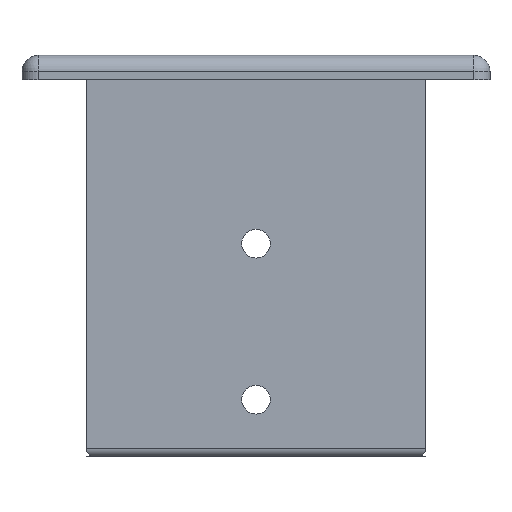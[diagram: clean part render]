
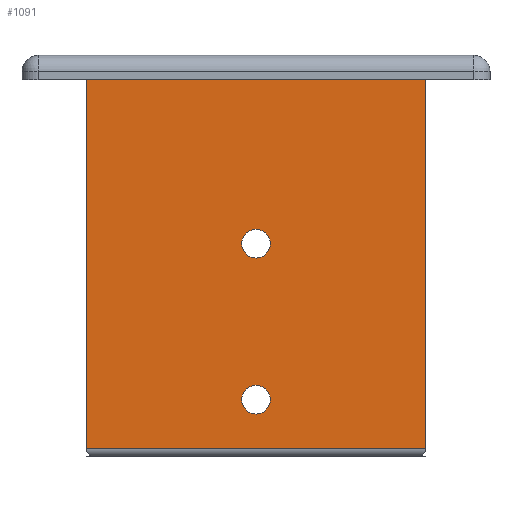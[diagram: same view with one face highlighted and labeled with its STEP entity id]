
A CAD part, left-side view. The second image highlights one B-rep face of the part: STEP entity #1091.
In plain terms, the highlighted planar face has unit normal (-1, 0, 0).
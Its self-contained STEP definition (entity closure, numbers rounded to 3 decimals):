
#697 = VERTEX_POINT('',#698);
#698 = CARTESIAN_POINT('',(-10.2,1.75,-39.05));
#704 = EDGE_CURVE('',#697,#697,#705,.T.);
#705 = CIRCLE('',#706,1.75);
#706 = AXIS2_PLACEMENT_3D('',#707,#708,#709);
#707 = CARTESIAN_POINT('',(-10.2,0.,-39.05));
#708 = DIRECTION('',(1.,0.,0.));
#709 = DIRECTION('',(0.,1.,0.));
#722 = VERTEX_POINT('',#723);
#723 = CARTESIAN_POINT('',(-10.2,1.75,-20.));
#729 = EDGE_CURVE('',#722,#722,#730,.T.);
#730 = CIRCLE('',#731,1.75);
#731 = AXIS2_PLACEMENT_3D('',#732,#733,#734);
#732 = CARTESIAN_POINT('',(-10.2,0.,-20.));
#733 = DIRECTION('',(1.,0.,0.));
#734 = DIRECTION('',(0.,1.,0.));
#1091 = ADVANCED_FACE('',(#1092,#1126,#1129),#1132,.F.);
#1092 = FACE_BOUND('',#1093,.F.);
#1093 = EDGE_LOOP('',(#1094,#1104,#1112,#1120));
#1094 = ORIENTED_EDGE('',*,*,#1095,.F.);
#1095 = EDGE_CURVE('',#1096,#1098,#1100,.T.);
#1096 = VERTEX_POINT('',#1097);
#1097 = CARTESIAN_POINT('',(-10.2,20.75,0.));
#1098 = VERTEX_POINT('',#1099);
#1099 = CARTESIAN_POINT('',(-10.2,20.75,-45.));
#1100 = LINE('',#1101,#1102);
#1101 = CARTESIAN_POINT('',(-10.2,20.75,3.));
#1102 = VECTOR('',#1103,1.);
#1103 = DIRECTION('',(-0.,-0.,-1.));
#1104 = ORIENTED_EDGE('',*,*,#1105,.T.);
#1105 = EDGE_CURVE('',#1096,#1106,#1108,.T.);
#1106 = VERTEX_POINT('',#1107);
#1107 = CARTESIAN_POINT('',(-10.2,-20.75,0.));
#1108 = LINE('',#1109,#1110);
#1109 = CARTESIAN_POINT('',(-10.2,-10.375,0.));
#1110 = VECTOR('',#1111,1.);
#1111 = DIRECTION('',(0.,-1.,0.));
#1112 = ORIENTED_EDGE('',*,*,#1113,.T.);
#1113 = EDGE_CURVE('',#1106,#1114,#1116,.T.);
#1114 = VERTEX_POINT('',#1115);
#1115 = CARTESIAN_POINT('',(-10.2,-20.75,-45.));
#1116 = LINE('',#1117,#1118);
#1117 = CARTESIAN_POINT('',(-10.2,-20.75,3.));
#1118 = VECTOR('',#1119,1.);
#1119 = DIRECTION('',(-0.,-0.,-1.));
#1120 = ORIENTED_EDGE('',*,*,#1121,.T.);
#1121 = EDGE_CURVE('',#1114,#1098,#1122,.T.);
#1122 = LINE('',#1123,#1124);
#1123 = CARTESIAN_POINT('',(-10.2,-20.75,-45.));
#1124 = VECTOR('',#1125,1.);
#1125 = DIRECTION('',(0.,1.,0.));
#1126 = FACE_BOUND('',#1127,.F.);
#1127 = EDGE_LOOP('',(#1128));
#1128 = ORIENTED_EDGE('',*,*,#704,.F.);
#1129 = FACE_BOUND('',#1130,.F.);
#1130 = EDGE_LOOP('',(#1131));
#1131 = ORIENTED_EDGE('',*,*,#729,.F.);
#1132 = PLANE('',#1133);
#1133 = AXIS2_PLACEMENT_3D('',#1134,#1135,#1136);
#1134 = CARTESIAN_POINT('',(-10.2,-20.75,3.));
#1135 = DIRECTION('',(1.,0.,0.));
#1136 = DIRECTION('',(0.,1.,0.));
